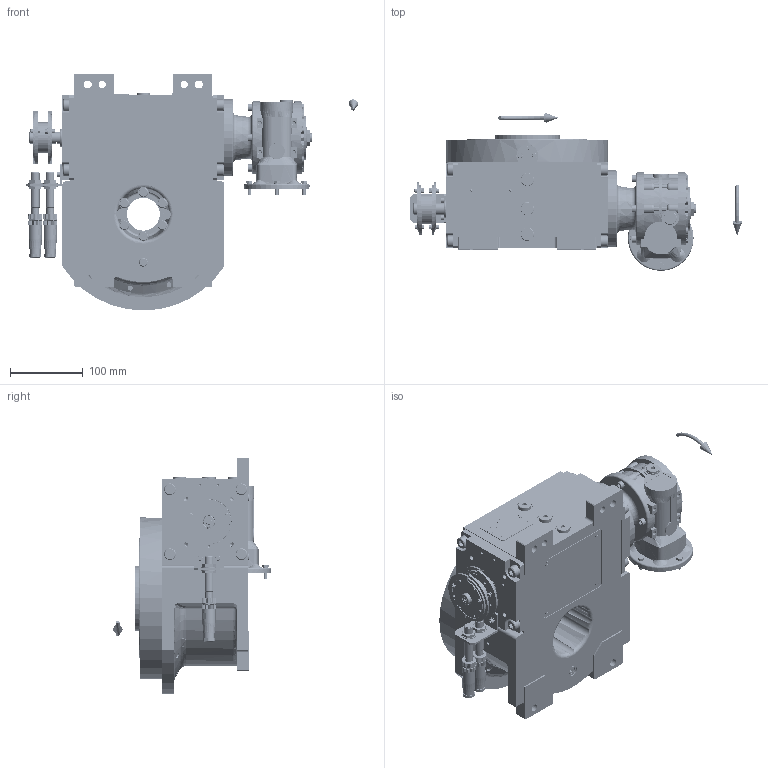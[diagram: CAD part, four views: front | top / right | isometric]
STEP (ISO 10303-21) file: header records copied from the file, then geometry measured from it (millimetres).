
FILE_DESCRIPTION (( 'STEP AP203' ), '1' );
FILE_NAME ('PC5201790.step', '2026-01-26T08:18:01', ( '' ), ( '' ), 'SwSTEP 2.0', 'SolidWorks 2020', '' );
FILE_SCHEMA (( 'CONFIG_CONTROL_DESIGN' ));
Length unit declared in the file: millimetre
Products named in the file (91): AS_rig06_002_bl_003; 9004_2512; 900_38_30_003; CFN2356_03_047.stp; cfn2000_01_124; cfn2158_01_010; CFN2010_02_002.stp; cfn2401_02_005; cfn2000_01_103; AS_cfn2400_04_024; cfn2003_01_054; 900_38_10_028; cfn2115_02_194; CFN2000_01_185.stp; cfn2055_01_002; PC5201790; cfn2077_01_018; rig06_001_a; cfn2128_19_002; CFN2203_02_001.stp; rig06_017; AS_900_38_30_003; cfn2000_01_126; AS_rig06_004_s_001; cfn2128_04_004; cfn2115_02_182; rig06_004_s_001; 900_00_00_005; cfn2155_01_056; AS_900_38_10_028; rig06_004; freccia_angolare; cfn2205_01_013; RIG06_005_ASM.stp; rig06_007_master; CFN2104_02_017.stp; cfn2155_01_303; cfn2000_01_184; CFN2010_01_012.stp; rig06_071_08_m_asm.stp ...
Assembly tree (87 placements, depth 5):
  CFN2356_03_047.stp
  cfn2158_01_010
  PC5201790
    rig06_001_a
    AS_cfn2476_01_002_60x46
      cfn2476_01_002_60x46
      cfn2107_01_001
      cfn2107_01_001
    AS_rig06_071_8_m
      rig06_071_08_m_asm.stp
        RIG06_005_ASM.stp
          RIG06_021_AF0.stp
          CFN2000_01_185.stp
          CFN2000_01_185.stp
          CFN2104_02_017.stp
        CFN2010_02_002.stp
      rig06_005_n_01
      rig06_003_8
      cfn2104_01_016  x2
      cfn2000_01_124
      cfn2000_01_124  x6
      cfn2000_01_124
      cfn2000_01_124
      cfn2000_01_124
      cfn2155_01_303
    AS_rig06_017
      rig06_017
      cfn2158_01_011
      cfn2000_01_126
      cfn2000_01_126
      cfn2000_01_126
      cfn2000_01_126
      cfn2000_01_126
      cfn2000_01_126
    AS_rig06_004
      rig06_004
      cfn2070_05_005
      cfn2000_01_103
      cfn2000_01_103
      cfn2000_01_103
      cfn2000_01_103
      cfn2155_01_056
    AS_rig06_004_s_001
      rig06_004_s_001
      cfn2070_05_005
      cfn2000_01_103
      cfn2000_01_103
      cfn2000_01_103
      cfn2000_01_103
      cfn2155_01_056
    AS_rig06_002_bl_003
      rig06_002_bl_003
      cfn2115_02_182
    9004_2512
    cfn2128_04_004
    cfn2128_04_004
    cfn2128_04_004
    cfn2128_19_002
    AS_rig06_016
      rig06_016
Bounding box: 455.5 x 216.5 x 325 mm (x, y, z)
Volume: 2934895.8 mm3; surface area: 971116.8 mm2
Topology: 75 solids, 75 shells, 5783 faces, 14784 edges, 9404 vertices
Faces by surface type: plane 2653, cylinder 2001, cone 939, torus 161, bspline 23, sphere 6
Entity records: 162268 total; most frequent: CARTESIAN_POINT 41035, DIRECTION 23550, ORIENTED_EDGE 23196, EDGE_CURVE 11598, AXIS2_PLACEMENT_3D 8678, VERTEX_POINT 7458, VECTOR 6194, LINE 6194
